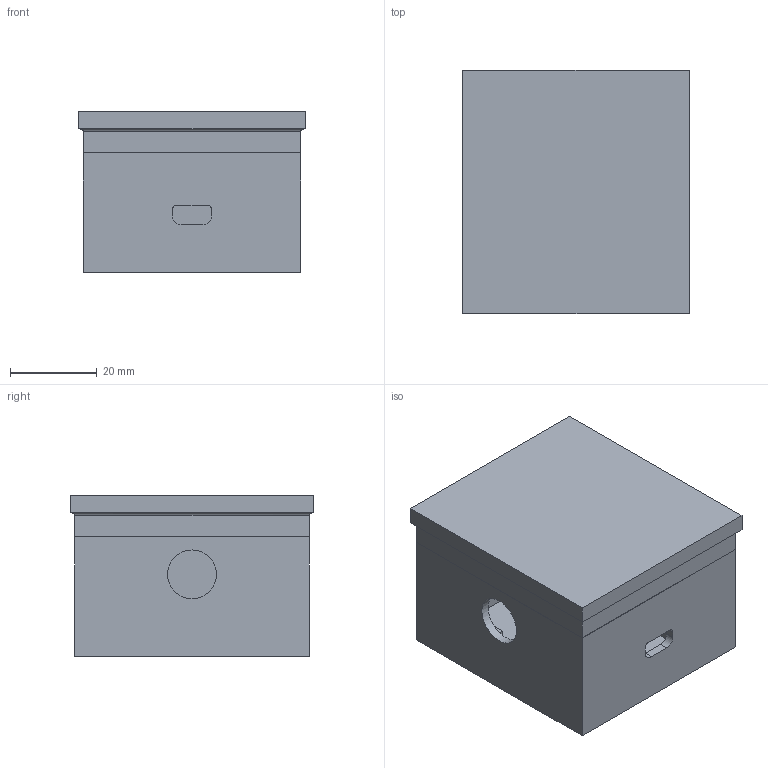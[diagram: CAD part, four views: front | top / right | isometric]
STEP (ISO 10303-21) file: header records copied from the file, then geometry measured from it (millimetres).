
FILE_DESCRIPTION(/* description */ (''),/* implementation_level */ '2;1');
FILE_NAME(/* name */ 'ProjectBox v8.step',/* time_stamp */ '2024-09-13T14:14:32-04:00',/* author */ (''),/* organization */ (''),/* preprocessor_version */ 'ST-DEVELOPER v20',/* originating_system */ 'Autodesk Translation Framework v13.14.0.145',/* authorisation */ '');
FILE_SCHEMA (('AUTOMOTIVE_DESIGN { 1 0 10303 214 3 1 1 }'));
Length unit declared in the file: millimetre
Products named in the file (1): ProjectBox
Bounding box: 52 x 56 x 37 mm (x, y, z)
Volume: 31841.8 mm3; surface area: 26815.5 mm2
Topology: 2 solids, 2 shells, 106 faces, 243 edges, 158 vertices
Faces by surface type: plane 85, cylinder 17, bspline 4
Full cylindrical faces by diameter (mm): 2 x4, 11.24 x1
Entity records: 3109 total; most frequent: CARTESIAN_POINT 676, ORIENTED_EDGE 486, DIRECTION 463, EDGE_CURVE 243, LINE 205, VECTOR 205, VERTEX_POINT 158, AXIS2_PLACEMENT_3D 129
